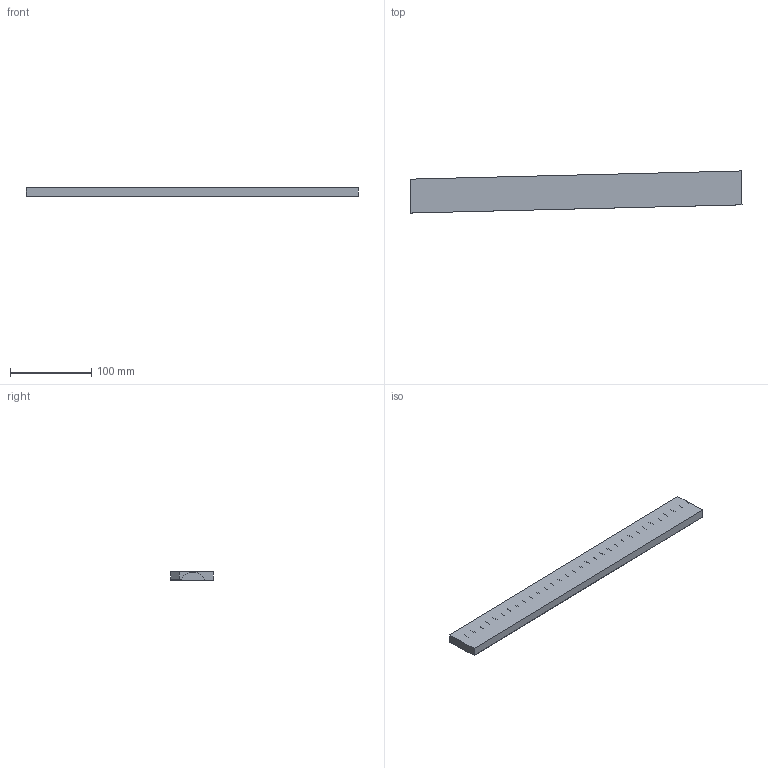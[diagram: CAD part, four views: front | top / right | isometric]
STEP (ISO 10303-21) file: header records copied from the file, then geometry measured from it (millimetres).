
FILE_DESCRIPTION(/* description */ ('Unknown'),/* implementation_level */ '2;1');
FILE_NAME(/* name */ '3851030_maxSized',/* time_stamp */ '2019-11-22T16:43:45+08:00',/* author */ ('Unknown'),/* organization */ ('Unknown'),/* preprocessor_version */ 'ST-DEVELOPER v16.7',/* originating_system */ 'DEX',/* authorisation */ $);
FILE_SCHEMA (('AUTOMOTIVE_DESIGN {1 0 10303 214 3 1 1}'));
Length unit declared in the file: millimetre
Products named in the file (3): 3851030_maxSized; maxSized; 3851030_406,4mm
Assembly tree (2 placements, depth 2):
  3851030_maxSized
    maxSized
    3851030_406,4mm
Bounding box: 408.11 x 51.76 x 10.6 mm (x, y, z)
Volume: 183341.6 mm3; surface area: 81389.7 mm2
Topology: 2 solids, 2 shells, 364 faces, 952 edges, 592 vertices
Faces by surface type: cylinder 257, plane 107
Full cylindrical faces by diameter (mm): 3.6 x32
Entity records: 11332 total; most frequent: DIRECTION 2168, CARTESIAN_POINT 1879, ORIENTED_EDGE 1840, EDGE_CURVE 920, AXIS2_PLACEMENT_3D 881, VERTEX_POINT 592, CIRCLE 514, EDGE_LOOP 460
